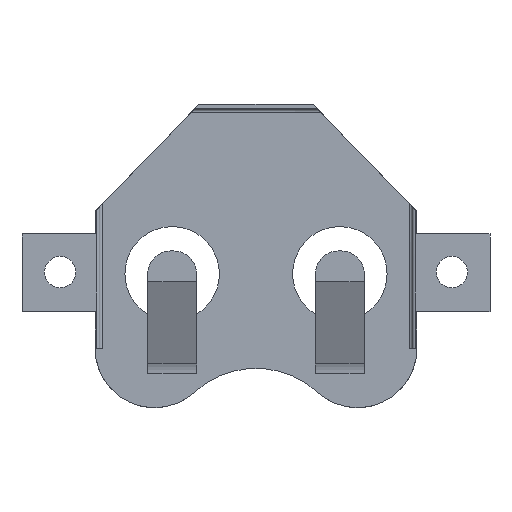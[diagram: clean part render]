
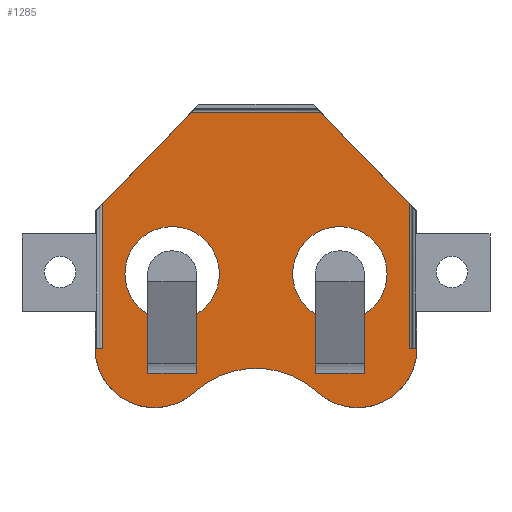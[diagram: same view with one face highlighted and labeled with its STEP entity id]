
A CAD part, front view. The second image highlights one B-rep face of the part: STEP entity #1285.
In plain terms, the highlighted planar face has unit normal (0, -1, 0).
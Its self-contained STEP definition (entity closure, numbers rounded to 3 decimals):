
#54=FACE_BOUND('',#181,.T.);
#55=FACE_BOUND('',#182,.T.);
#69=CIRCLE('',#1356,5.986);
#70=CIRCLE('',#1358,3.893);
#71=CIRCLE('',#1367,3.1);
#74=CIRCLE('',#1372,3.893);
#75=CIRCLE('',#1373,3.1);
#111=FACE_OUTER_BOUND('',#180,.T.);
#180=EDGE_LOOP('',(#889,#890,#891,#892,#893,#894,#895,#896,#897,#898));
#181=EDGE_LOOP('',(#899,#900,#901,#902,#903,#904));
#182=EDGE_LOOP('',(#905,#906,#907,#908,#909,#910));
#251=LINE('',#1844,#383);
#253=LINE('',#1849,#385);
#280=LINE('',#1932,#412);
#284=LINE('',#1944,#416);
#286=LINE('',#1953,#418);
#287=LINE('',#1954,#419);
#288=LINE('',#1955,#420);
#289=LINE('',#1959,#421);
#290=LINE('',#1960,#422);
#291=LINE('',#1963,#423);
#292=LINE('',#1964,#424);
#293=LINE('',#1965,#425);
#294=LINE('',#1968,#426);
#295=LINE('',#1970,#427);
#296=LINE('',#1972,#428);
#297=LINE('',#1976,#429);
#298=LINE('',#1977,#430);
#383=VECTOR('',#1473,2.864);
#385=VECTOR('',#1477,2.864);
#412=VECTOR('',#1542,8.344);
#416=VECTOR('',#1556,0.5);
#418=VECTOR('',#1564,8.344);
#419=VECTOR('',#1565,8.471);
#420=VECTOR('',#1566,9.515);
#421=VECTOR('',#1569,0.5);
#422=VECTOR('',#1570,9.515);
#423=VECTOR('',#1571,3.2);
#424=VECTOR('',#1572,0.997);
#425=VECTOR('',#1573,0.997);
#426=VECTOR('',#1574,3.2);
#427=VECTOR('',#1575,0.997);
#428=VECTOR('',#1576,2.864);
#429=VECTOR('',#1579,2.864);
#430=VECTOR('',#1580,0.997);
#507=VERTEX_POINT('',#1822);
#516=VERTEX_POINT('',#1841);
#517=VERTEX_POINT('',#1843);
#518=VERTEX_POINT('',#1847);
#519=VERTEX_POINT('',#1848);
#544=VERTEX_POINT('',#1907);
#545=VERTEX_POINT('',#1909);
#549=VERTEX_POINT('',#1929);
#550=VERTEX_POINT('',#1931);
#553=VERTEX_POINT('',#1943);
#556=VERTEX_POINT('',#1951);
#557=VERTEX_POINT('',#1952);
#558=VERTEX_POINT('',#1956);
#559=VERTEX_POINT('',#1958);
#560=VERTEX_POINT('',#1961);
#561=VERTEX_POINT('',#1962);
#562=VERTEX_POINT('',#1966);
#563=VERTEX_POINT('',#1967);
#564=VERTEX_POINT('',#1969);
#565=VERTEX_POINT('',#1971);
#566=VERTEX_POINT('',#1973);
#567=VERTEX_POINT('',#1975);
#636=EDGE_CURVE('',#517,#516,#251,.T.);
#638=EDGE_CURVE('',#518,#519,#253,.T.);
#669=EDGE_CURVE('',#544,#545,#69,.T.);
#671=EDGE_CURVE('',#545,#507,#70,.F.);
#679=EDGE_CURVE('',#549,#550,#280,.T.);
#684=EDGE_CURVE('',#519,#517,#71,.F.);
#685=EDGE_CURVE('',#553,#507,#284,.F.);
#689=EDGE_CURVE('',#556,#557,#286,.T.);
#690=EDGE_CURVE('',#557,#550,#287,.F.);
#691=EDGE_CURVE('',#549,#553,#288,.F.);
#692=EDGE_CURVE('',#544,#558,#74,.F.);
#693=EDGE_CURVE('',#559,#558,#289,.F.);
#694=EDGE_CURVE('',#559,#556,#290,.T.);
#695=EDGE_CURVE('',#560,#561,#291,.T.);
#696=EDGE_CURVE('',#561,#518,#292,.T.);
#697=EDGE_CURVE('',#516,#560,#293,.T.);
#698=EDGE_CURVE('',#562,#563,#294,.T.);
#699=EDGE_CURVE('',#564,#562,#295,.T.);
#700=EDGE_CURVE('',#565,#564,#296,.T.);
#701=EDGE_CURVE('',#566,#565,#75,.F.);
#702=EDGE_CURVE('',#567,#566,#297,.T.);
#703=EDGE_CURVE('',#563,#567,#298,.T.);
#889=ORIENTED_EDGE('',*,*,#689,.T.);
#890=ORIENTED_EDGE('',*,*,#690,.T.);
#891=ORIENTED_EDGE('',*,*,#679,.F.);
#892=ORIENTED_EDGE('',*,*,#691,.T.);
#893=ORIENTED_EDGE('',*,*,#685,.T.);
#894=ORIENTED_EDGE('',*,*,#671,.F.);
#895=ORIENTED_EDGE('',*,*,#669,.F.);
#896=ORIENTED_EDGE('',*,*,#692,.T.);
#897=ORIENTED_EDGE('',*,*,#693,.F.);
#898=ORIENTED_EDGE('',*,*,#694,.T.);
#899=ORIENTED_EDGE('',*,*,#695,.T.);
#900=ORIENTED_EDGE('',*,*,#696,.T.);
#901=ORIENTED_EDGE('',*,*,#638,.T.);
#902=ORIENTED_EDGE('',*,*,#684,.T.);
#903=ORIENTED_EDGE('',*,*,#636,.T.);
#904=ORIENTED_EDGE('',*,*,#697,.T.);
#905=ORIENTED_EDGE('',*,*,#698,.F.);
#906=ORIENTED_EDGE('',*,*,#699,.F.);
#907=ORIENTED_EDGE('',*,*,#700,.F.);
#908=ORIENTED_EDGE('',*,*,#701,.F.);
#909=ORIENTED_EDGE('',*,*,#702,.F.);
#910=ORIENTED_EDGE('',*,*,#703,.F.);
#1180=PLANE('',#1371);
#1285=ADVANCED_FACE('',(#111,#54,#55),#1180,.T.);
#1356=AXIS2_PLACEMENT_3D('',#1910,#1523,#1524);
#1358=AXIS2_PLACEMENT_3D('',#1913,#1528,#1529);
#1367=AXIS2_PLACEMENT_3D('',#1941,#1552,#1553);
#1371=AXIS2_PLACEMENT_3D('',#1950,#1562,#1563);
#1372=AXIS2_PLACEMENT_3D('',#1957,#1567,#1568);
#1373=AXIS2_PLACEMENT_3D('',#1974,#1577,#1578);
#1473=DIRECTION('',(0.,0.,-1.));
#1477=DIRECTION('',(0.,0.,1.));
#1523=DIRECTION('center_axis',(0.,-1.,0.));
#1524=DIRECTION('ref_axis',(0.,0.,-1.));
#1528=DIRECTION('center_axis',(0.,-1.,0.));
#1529=DIRECTION('ref_axis',(0.,0.,-1.));
#1542=DIRECTION('',(0.697,0.,0.717));
#1552=DIRECTION('center_axis',(0.,-1.,0.));
#1553=DIRECTION('ref_axis',(0.,0.,-1.));
#1556=DIRECTION('',(1.,0.,0.));
#1562=DIRECTION('center_axis',(0.,-1.,0.));
#1563=DIRECTION('ref_axis',(0.,0.,-1.));
#1564=DIRECTION('',(-0.697,0.,0.717));
#1565=DIRECTION('',(1.,0.,0.));
#1566=DIRECTION('',(0.,0.,1.));
#1567=DIRECTION('center_axis',(0.,1.,0.));
#1568=DIRECTION('ref_axis',(0.,0.,-1.));
#1569=DIRECTION('',(-1.,0.,0.));
#1570=DIRECTION('',(0.,0.,1.));
#1571=DIRECTION('',(-1.,0.,0.));
#1572=DIRECTION('',(0.,0.,1.));
#1573=DIRECTION('',(0.,0.,-1.));
#1574=DIRECTION('',(1.,0.,0.));
#1575=DIRECTION('',(0.,0.,-1.));
#1576=DIRECTION('',(0.,0.,-1.));
#1577=DIRECTION('center_axis',(0.,1.,0.));
#1578=DIRECTION('ref_axis',(0.,0.,-1.));
#1579=DIRECTION('',(0.,0.,1.));
#1580=DIRECTION('',(0.,0.,1.));
#1822=CARTESIAN_POINT('',(-10.55,3.5,-16.));
#1841=CARTESIAN_POINT('',(-3.9,3.5,-16.633));
#1843=CARTESIAN_POINT('',(-3.9,3.5,-13.769));
#1844=CARTESIAN_POINT('',(-3.9,3.5,-13.769));
#1847=CARTESIAN_POINT('',(-7.1,3.5,-16.633));
#1848=CARTESIAN_POINT('',(-7.1,3.5,-13.769));
#1849=CARTESIAN_POINT('',(-7.1,3.5,-16.633));
#1907=CARTESIAN_POINT('',(4.033,3.5,-18.877));
#1909=CARTESIAN_POINT('',(-4.033,3.5,-18.877));
#1910=CARTESIAN_POINT('Origin',(0.,3.5,-23.3));
#1913=CARTESIAN_POINT('Origin',(-6.657,3.5,-16.));
#1929=CARTESIAN_POINT('',(-10.05,3.5,-6.485));
#1931=CARTESIAN_POINT('',(-4.236,3.5,-0.5));
#1932=CARTESIAN_POINT('',(-10.05,3.5,-6.485));
#1941=CARTESIAN_POINT('Origin',(-5.5,3.5,-11.114));
#1943=CARTESIAN_POINT('',(-10.05,3.5,-16.));
#1944=CARTESIAN_POINT('',(-10.55,3.5,-16.));
#1950=CARTESIAN_POINT('Origin',(-6.657,3.5,-16.));
#1951=CARTESIAN_POINT('',(10.05,3.5,-6.485));
#1952=CARTESIAN_POINT('',(4.236,3.5,-0.5));
#1953=CARTESIAN_POINT('',(10.05,3.5,-6.485));
#1954=CARTESIAN_POINT('',(-4.236,3.5,-0.5));
#1955=CARTESIAN_POINT('',(-10.05,3.5,-16.));
#1956=CARTESIAN_POINT('',(10.55,3.5,-16.));
#1957=CARTESIAN_POINT('Origin',(6.657,3.5,-16.));
#1958=CARTESIAN_POINT('',(10.05,3.5,-16.));
#1959=CARTESIAN_POINT('',(10.55,3.5,-16.));
#1960=CARTESIAN_POINT('',(10.05,3.5,-16.));
#1961=CARTESIAN_POINT('',(-3.9,3.5,-17.63));
#1962=CARTESIAN_POINT('',(-7.1,3.5,-17.63));
#1963=CARTESIAN_POINT('',(-3.9,3.5,-17.63));
#1964=CARTESIAN_POINT('',(-7.1,3.5,-17.63));
#1965=CARTESIAN_POINT('',(-3.9,3.5,-16.633));
#1966=CARTESIAN_POINT('',(3.9,3.5,-17.63));
#1967=CARTESIAN_POINT('',(7.1,3.5,-17.63));
#1968=CARTESIAN_POINT('',(3.9,3.5,-17.63));
#1969=CARTESIAN_POINT('',(3.9,3.5,-16.633));
#1970=CARTESIAN_POINT('',(3.9,3.5,-16.633));
#1971=CARTESIAN_POINT('',(3.9,3.5,-13.769));
#1972=CARTESIAN_POINT('',(3.9,3.5,-13.769));
#1973=CARTESIAN_POINT('',(7.1,3.5,-13.769));
#1974=CARTESIAN_POINT('Origin',(5.5,3.5,-11.114));
#1975=CARTESIAN_POINT('',(7.1,3.5,-16.633));
#1976=CARTESIAN_POINT('',(7.1,3.5,-16.633));
#1977=CARTESIAN_POINT('',(7.1,3.5,-17.63));
